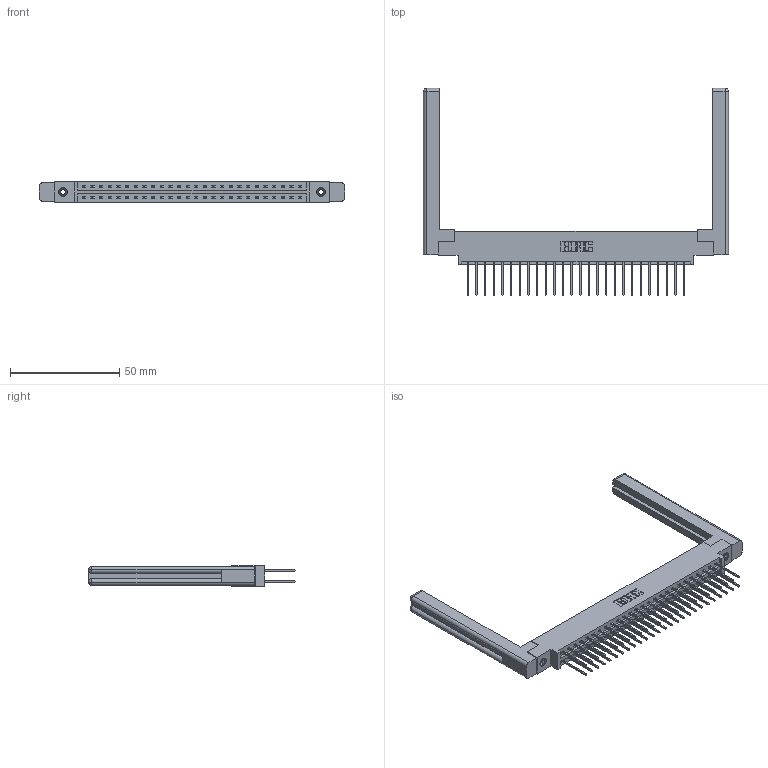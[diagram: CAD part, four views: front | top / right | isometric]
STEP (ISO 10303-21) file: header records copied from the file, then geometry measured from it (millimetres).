
FILE_DESCRIPTION (( 'STEP AP203' ), '1' );
FILE_NAME ('387-052-540-858.STEP', '2019-10-19T03:16:20', ( '' ), ( '' ), 'SwSTEP 2.0', 'SolidWorks 2016', '' );
FILE_SCHEMA (( 'CONFIG_CONTROL_DESIGN' ));
Length unit declared in the file: inch
Products named in the file (5): 387-052-540-858; 345-292-001_345-293-140; 337 Part_0.170 Offset - 0.156 Dia-TI; 307-220-058; 345-250-001_345-250-001-102
Assembly tree (57 placements, depth 2):
  387-052-540-858
    337 Part_0.170 Offset - 0.156 Dia-TI
    345-292-001_345-293-140  x52
    345-250-001_345-250-001-102  x2
    307-220-058  x2
Bounding box: 139.65 x 94.87 x 9.4 mm (x, y, z)
Volume: 21726.3 mm3; surface area: 22460.9 mm2
Topology: 57 solids, 57 shells, 3068 faces, 9049 edges, 5950 vertices
Faces by surface type: plane 2134, cylinder 910, cone 12, torus 12
Entity records: 25012 total; most frequent: CARTESIAN_POINT 4237, ORIENTED_EDGE 4112, DIRECTION 3648, EDGE_CURVE 2056, VECTOR 1880, LINE 1880, VERTEX_POINT 1362, AXIS2_PLACEMENT_3D 884
